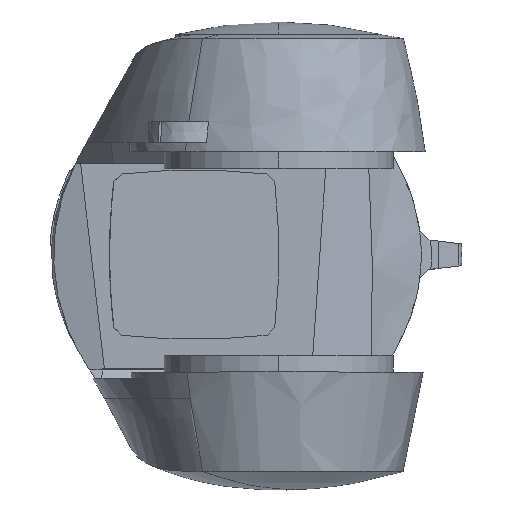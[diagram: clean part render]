
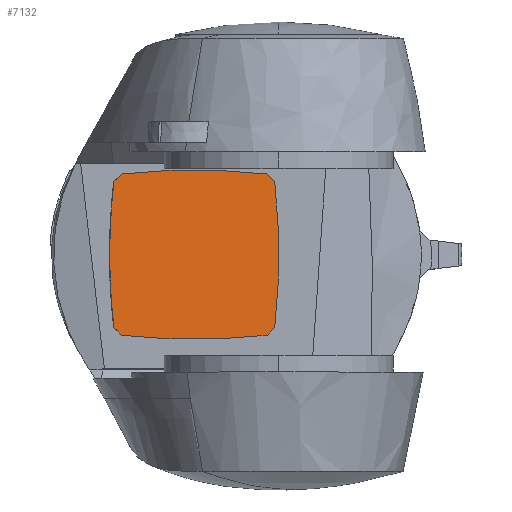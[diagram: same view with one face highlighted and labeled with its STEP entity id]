
A CAD part, top view. The second image highlights one B-rep face of the part: STEP entity #7132.
In plain terms, the highlighted planar face has unit normal (0.07, 0, 0.998).
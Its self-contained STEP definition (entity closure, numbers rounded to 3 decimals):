
#1594=CARTESIAN_POINT('',(-24.791,325.,297.223));
#1595=DIRECTION('',(0.07,0.,0.998));
#1596=DIRECTION('',(-0.114,-0.993,0.008));
#1597=AXIS2_PLACEMENT_3D('',#1594,#1595,#1596);
#1599=CARTESIAN_POINT('',(299.418,0.,
274.552));
#1600=DIRECTION('',(0.07,0.,0.998));
#1601=DIRECTION('',(-0.998,0.,0.07));
#1602=AXIS2_PLACEMENT_3D('',#1599,#1600,#1601);
#1604=CARTESIAN_POINT('',(299.418,0.,
274.552));
#1605=DIRECTION('',(0.07,0.,0.998));
#1606=DIRECTION('',(-0.991,0.115,0.069));
#1607=AXIS2_PLACEMENT_3D('',#1604,#1605,#1606);
#1609=CARTESIAN_POINT('',(-24.791,-325.,297.223));
#1610=DIRECTION('',(0.07,0.,0.998));
#1611=DIRECTION('',(0.114,0.993,-0.008));
#1612=AXIS2_PLACEMENT_3D('',#1609,#1610,#1611);
#1614=CARTESIAN_POINT('',(-348.999,0.,
319.894));
#1615=DIRECTION('',(0.07,0.,0.998));
#1616=DIRECTION('',(0.991,-0.115,-0.069));
#1617=AXIS2_PLACEMENT_3D('',#1614,#1615,#1616);
#1619=DIRECTION('',(-0.705,0.707,0.049));
#1620=VECTOR('',#1619,6.41);
#1621=CARTESIAN_POINT('',(-67.681,-47.527,
300.222));
#1622=LINE('',#1621,#1620);
#1635=DIRECTION('',(0.705,0.707,-0.049));
#1636=VECTOR('',#1635,6.41);
#1637=CARTESIAN_POINT('',(-72.202,42.995,300.538));
#1638=LINE('',#1637,#1636);
#1651=DIRECTION('',(0.705,-0.707,-0.049));
#1652=VECTOR('',#1651,6.41);
#1653=CARTESIAN_POINT('',(18.099,47.527,294.224));
#1654=LINE('',#1653,#1652);
#1667=DIRECTION('',(-0.705,-0.707,0.049));
#1668=VECTOR('',#1667,6.41);
#1669=CARTESIAN_POINT('',(22.621,-42.995,293.908));
#1670=LINE('',#1669,#1668);
#2910=CARTESIAN_POINT('',(22.621,-42.995,293.908));
#2911=CARTESIAN_POINT('',(22.621,42.995,293.908));
#2912=VERTEX_POINT('',#2910);
#2913=VERTEX_POINT('',#2911);
#2914=CARTESIAN_POINT('',(18.099,47.527,294.224));
#2915=CARTESIAN_POINT('',(-67.681,47.527,300.222));
#2916=VERTEX_POINT('',#2914);
#2917=VERTEX_POINT('',#2915);
#2918=CARTESIAN_POINT('',(-72.202,42.995,300.538));
#2919=CARTESIAN_POINT('',(-74.669,0.,
300.711));
#2920=VERTEX_POINT('',#2918);
#2921=VERTEX_POINT('',#2919);
#2922=CARTESIAN_POINT('',(-72.202,-42.995,
300.538));
#2923=VERTEX_POINT('',#2922);
#2924=CARTESIAN_POINT('',(18.099,-47.527,294.224));
#2925=VERTEX_POINT('',#2924);
#2926=CARTESIAN_POINT('',(-67.681,-47.527,
300.222));
#2927=VERTEX_POINT('',#2926);
#7108=CARTESIAN_POINT('',(-186.895,-162.5,308.558));
#7109=DIRECTION('',(0.07,0.,0.998));
#7110=DIRECTION('',(0.998,0.,-0.07));
#7111=AXIS2_PLACEMENT_3D('',#7108,#7109,#7110);
#7112=PLANE('',#7111);
#7114=ORIENTED_EDGE('',*,*,#7113,.F.);
#7116=ORIENTED_EDGE('',*,*,#7115,.T.);
#7118=ORIENTED_EDGE('',*,*,#7117,.F.);
#7120=ORIENTED_EDGE('',*,*,#7119,.F.);
#7122=ORIENTED_EDGE('',*,*,#7121,.T.);
#7124=ORIENTED_EDGE('',*,*,#7123,.F.);
#7126=ORIENTED_EDGE('',*,*,#7125,.T.);
#7127=ORIENTED_EDGE('',*,*,#7098,.F.);
#7129=ORIENTED_EDGE('',*,*,#7128,.T.);
#7130=EDGE_LOOP('',(#7114,#7116,#7118,#7120,#7122,#7124,#7126,#7127,#7129));
#7131=FACE_OUTER_BOUND('',#7130,.F.);
#7132=ADVANCED_FACE('',(#7131),#7112,.T.);
#1598=CIRCLE('',#1597,375.);
#1603=CIRCLE('',#1602,375.);
#1608=CIRCLE('',#1607,375.);
#1613=CIRCLE('',#1612,375.);
#1618=CIRCLE('',#1617,375.);
#7098=EDGE_CURVE('',#2912,#2913,#1618,.T.);
#7113=EDGE_CURVE('',#2927,#2925,#1598,.T.);
#7115=EDGE_CURVE('',#2927,#2923,#1622,.T.);
#7117=EDGE_CURVE('',#2921,#2923,#1603,.T.);
#7119=EDGE_CURVE('',#2920,#2921,#1608,.T.);
#7121=EDGE_CURVE('',#2920,#2917,#1638,.T.);
#7123=EDGE_CURVE('',#2916,#2917,#1613,.T.);
#7125=EDGE_CURVE('',#2916,#2913,#1654,.T.);
#7128=EDGE_CURVE('',#2912,#2925,#1670,.T.);
